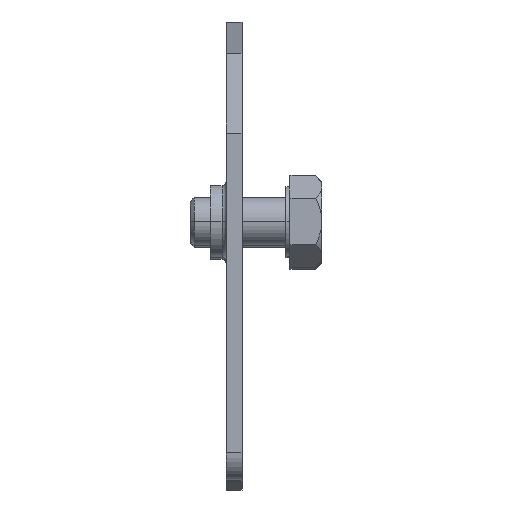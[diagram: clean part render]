
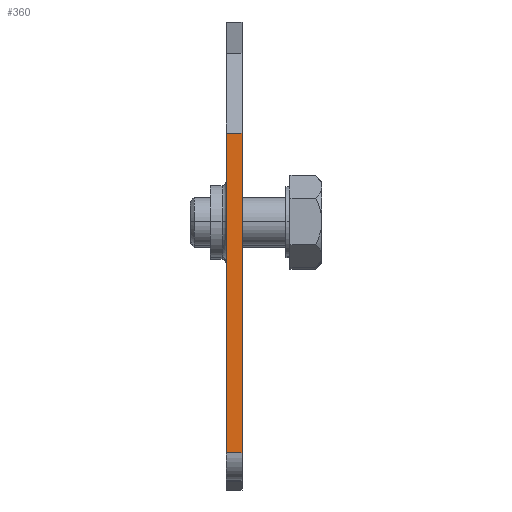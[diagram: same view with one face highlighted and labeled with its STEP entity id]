
A CAD part, top view. The second image highlights one B-rep face of the part: STEP entity #360.
In plain terms, the highlighted planar face has unit normal (0, 0, 1).
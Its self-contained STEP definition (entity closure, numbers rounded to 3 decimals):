
#23 = CARTESIAN_POINT ( 'NONE',  ( 2., 4.5, 100. ) ) ;
#177 = CARTESIAN_POINT ( 'NONE',  ( 2., 44.5, 100. ) ) ;
#195 = CARTESIAN_POINT ( 'NONE',  ( 0., 4.5, 100. ) ) ;
#200 = ORIENTED_EDGE ( 'NONE', *, *, #1150, .T. ) ;
#216 = EDGE_CURVE ( 'NONE', #1512, #434, #395, .T. ) ;
#225 = VECTOR ( 'NONE', #1707, 1000. ) ;
#250 = VECTOR ( 'NONE', #2585, 1000. ) ;
#357 = VECTOR ( 'NONE', #1800, 1000. ) ;
#360 = ADVANCED_FACE ( 'NONE', ( #1827 ), #1029, .F. ) ;
#371 = VERTEX_POINT ( 'NONE', #858 ) ;
#395 = LINE ( 'NONE', #2014, #357 ) ;
#434 = VERTEX_POINT ( 'NONE', #2423 ) ;
#529 = LINE ( 'NONE', #1714, #225 ) ;
#629 = CARTESIAN_POINT ( 'NONE',  ( 0., 4.5, 100. ) ) ;
#701 = EDGE_CURVE ( 'NONE', #1512, #371, #832, .T. ) ;
#713 = EDGE_LOOP ( 'NONE', ( #200, #1360, #1898, #1757 ) ) ;
#823 = DIRECTION ( 'NONE',  ( 0., 1., 0. ) ) ;
#832 = LINE ( 'NONE', #1763, #250 ) ;
#858 = CARTESIAN_POINT ( 'NONE',  ( 2., 4.5, 100. ) ) ;
#979 = DIRECTION ( 'NONE',  ( 0., 0., -1. ) ) ;
#1029 = PLANE ( 'NONE',  #2739 ) ;
#1093 = EDGE_CURVE ( 'NONE', #371, #2177, #529, .T. ) ;
#1150 = EDGE_CURVE ( 'NONE', #434, #2177, #1932, .T. ) ;
#1360 = ORIENTED_EDGE ( 'NONE', *, *, #1093, .F. ) ;
#1512 = VERTEX_POINT ( 'NONE', #177 ) ;
#1665 = VECTOR ( 'NONE', #1839, 1000. ) ;
#1707 = DIRECTION ( 'NONE',  ( -1., 0., 0. ) ) ;
#1714 = CARTESIAN_POINT ( 'NONE',  ( 2., 4.5, 100. ) ) ;
#1757 = ORIENTED_EDGE ( 'NONE', *, *, #216, .T. ) ;
#1763 = CARTESIAN_POINT ( 'NONE',  ( 2., 4.5, 100. ) ) ;
#1800 = DIRECTION ( 'NONE',  ( -1., 0., 0. ) ) ;
#1827 = FACE_OUTER_BOUND ( 'NONE', #713, .T. ) ;
#1839 = DIRECTION ( 'NONE',  ( 0., -1., 0. ) ) ;
#1898 = ORIENTED_EDGE ( 'NONE', *, *, #701, .F. ) ;
#1932 = LINE ( 'NONE', #195, #1665 ) ;
#2014 = CARTESIAN_POINT ( 'NONE',  ( 2., 44.5, 100. ) ) ;
#2177 = VERTEX_POINT ( 'NONE', #629 ) ;
#2423 = CARTESIAN_POINT ( 'NONE',  ( 0., 44.5, 100. ) ) ;
#2585 = DIRECTION ( 'NONE',  ( 0., -1., 0. ) ) ;
#2739 = AXIS2_PLACEMENT_3D ( 'NONE', #23, #979, #823 ) ;
